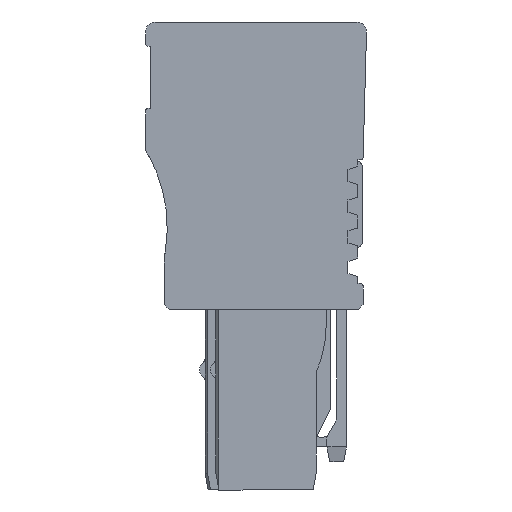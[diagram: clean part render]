
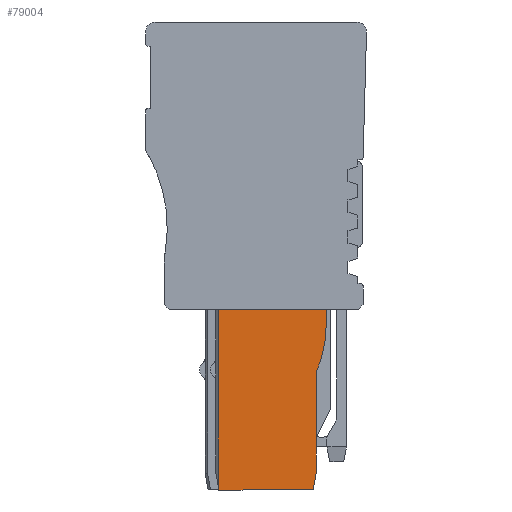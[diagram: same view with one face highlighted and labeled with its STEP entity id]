
A CAD part, left-side view. The second image highlights one B-rep face of the part: STEP entity #79004.
In plain terms, the highlighted planar face has unit normal (-1, 0, 0).
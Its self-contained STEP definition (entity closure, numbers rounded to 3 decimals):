
#76662=AXIS2_PLACEMENT_3D('Circle Axis2P3D',#76660,#76661,$) ;
#78980=AXIS2_PLACEMENT_3D('Plane Axis2P3D',#78977,#78978,#78979) ;
#75342=CARTESIAN_POINT('Vertex',(0.7,5.392,0.)) ;
#75345=CARTESIAN_POINT('Line Origine',(0.7,10.154,0.)) ;
#75349=CARTESIAN_POINT('Vertex',(0.7,14.917,0.)) ;
#76290=CARTESIAN_POINT('Line Origine',(0.7,14.967,9.267)) ;
#76294=CARTESIAN_POINT('Vertex',(0.7,14.967,18.25)) ;
#76296=CARTESIAN_POINT('Vertex',(0.7,14.967,0.284)) ;
#76342=CARTESIAN_POINT('Line Origine',(0.7,14.942,0.142)) ;
#76657=CARTESIAN_POINT('Vertex',(0.7,4.092,16.445)) ;
#76660=CARTESIAN_POINT('Axis2P3D Location',(0.7,15.092,16.492)) ;
#76664=CARTESIAN_POINT('Vertex',(0.7,5.092,11.91)) ;
#78510=CARTESIAN_POINT('Line Origine',(0.7,5.242,0.85)) ;
#78514=CARTESIAN_POINT('Vertex',(0.7,5.092,1.701)) ;
#78946=CARTESIAN_POINT('Line Origine',(0.7,5.092,6.805)) ;
#78977=CARTESIAN_POINT('Axis2P3D Location',(0.7,4.092,0.)) ;
#78982=CARTESIAN_POINT('Line Origine',(0.7,9.529,18.25)) ;
#78986=CARTESIAN_POINT('Vertex',(0.7,4.092,18.25)) ;
#78989=CARTESIAN_POINT('Line Origine',(0.7,4.092,17.348)) ;
#75346=DIRECTION('Vector Direction',(0.,-1.,0.)) ;
#76291=DIRECTION('Vector Direction',(0.,0.,-1.)) ;
#76343=DIRECTION('Vector Direction',(0.,0.174,0.985)) ;
#76661=DIRECTION('Axis2P3D Direction',(-1.,0.,0.)) ;
#78511=DIRECTION('Vector Direction',(0.,-0.174,0.985)) ;
#78947=DIRECTION('Vector Direction',(0.,0.,1.)) ;
#78978=DIRECTION('Axis2P3D Direction',(-1.,0.,0.)) ;
#78979=DIRECTION('Axis2P3D XDirection',(0.,1.,0.)) ;
#78983=DIRECTION('Vector Direction',(0.,1.,0.)) ;
#78990=DIRECTION('Vector Direction',(0.,0.,-1.)) ;
#75347=VECTOR('Line Direction',#75346,1.) ;
#76292=VECTOR('Line Direction',#76291,1.) ;
#76344=VECTOR('Line Direction',#76343,1.) ;
#78512=VECTOR('Line Direction',#78511,1.) ;
#78948=VECTOR('Line Direction',#78947,1.) ;
#78984=VECTOR('Line Direction',#78983,1.) ;
#78991=VECTOR('Line Direction',#78990,1.) ;
#78995=ORIENTED_EDGE('',*,*,#78988,.F.) ;
#78996=ORIENTED_EDGE('',*,*,#76298,.T.) ;
#78997=ORIENTED_EDGE('',*,*,#76346,.F.) ;
#78998=ORIENTED_EDGE('',*,*,#75351,.T.) ;
#78999=ORIENTED_EDGE('',*,*,#78516,.T.) ;
#79000=ORIENTED_EDGE('',*,*,#78950,.F.) ;
#79001=ORIENTED_EDGE('',*,*,#76666,.F.) ;
#79002=ORIENTED_EDGE('',*,*,#78993,.T.) ;
#79004=ADVANCED_FACE('GH_ZP4-1AN.1\\GH_ZP_M2NA_STA',(#79003),#78981,.T.) ;
#76663=CIRCLE('generated circle',#76662,11.) ;
#75351=EDGE_CURVE('',#75350,#75343,#75348,.T.) ;
#76298=EDGE_CURVE('',#76295,#76297,#76293,.T.) ;
#76346=EDGE_CURVE('',#75350,#76297,#76345,.T.) ;
#76666=EDGE_CURVE('',#76658,#76665,#76663,.F.) ;
#78516=EDGE_CURVE('',#75343,#78515,#78513,.T.) ;
#78950=EDGE_CURVE('',#76665,#78515,#78949,.F.) ;
#78988=EDGE_CURVE('',#76295,#78987,#78985,.F.) ;
#78993=EDGE_CURVE('',#76658,#78987,#78992,.F.) ;
#78994=EDGE_LOOP('',(#78995,#78996,#78997,#78998,#78999,#79000,#79001,#79002)) ;
#79003=FACE_OUTER_BOUND('',#78994,.T.) ;
#75348=LINE('Line',#75345,#75347) ;
#76293=LINE('Line',#76290,#76292) ;
#76345=LINE('Line',#76342,#76344) ;
#78513=LINE('Line',#78510,#78512) ;
#78949=LINE('Line',#78946,#78948) ;
#78985=LINE('Line',#78982,#78984) ;
#78992=LINE('Line',#78989,#78991) ;
#78981=PLANE('',#78980) ;
#75343=VERTEX_POINT('',#75342) ;
#75350=VERTEX_POINT('',#75349) ;
#76295=VERTEX_POINT('',#76294) ;
#76297=VERTEX_POINT('',#76296) ;
#76658=VERTEX_POINT('',#76657) ;
#76665=VERTEX_POINT('',#76664) ;
#78515=VERTEX_POINT('',#78514) ;
#78987=VERTEX_POINT('',#78986) ;
